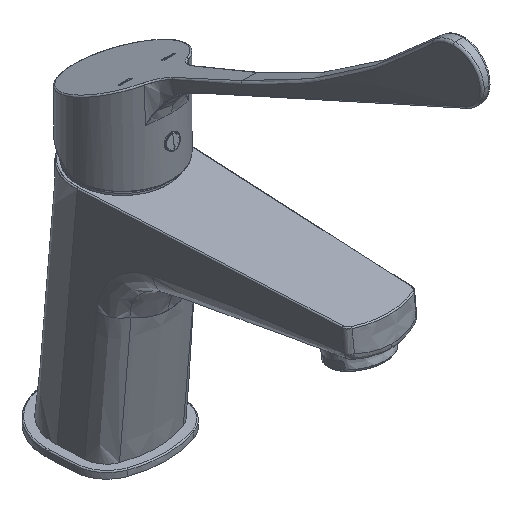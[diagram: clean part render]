
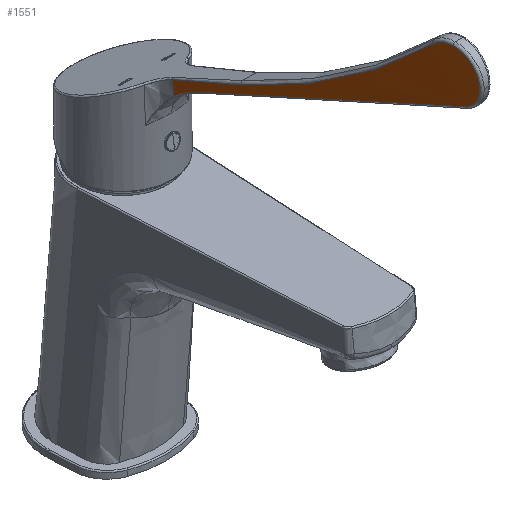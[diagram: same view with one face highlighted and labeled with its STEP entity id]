
A CAD part, isometric view. The second image highlights one B-rep face of the part: STEP entity #1551.
In plain terms, the highlighted free-form (B-spline) face has degree [3, 3] with [4, 4] control points.
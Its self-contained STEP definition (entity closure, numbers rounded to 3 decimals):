
#1551=ADVANCED_FACE('',(#4618),#53858,.T.);
#4618=FACE_OUTER_BOUND('',#7693,.T.);
#7693=EDGE_LOOP('',(#12368,#12369,#12370,#12371,#12372,#12373,#12374));
#12368=ORIENTED_EDGE('',*,*,#29921,.F.);
#12369=ORIENTED_EDGE('',*,*,#29918,.T.);
#12370=ORIENTED_EDGE('',*,*,#29920,.T.);
#12371=ORIENTED_EDGE('',*,*,#29902,.T.);
#12372=ORIENTED_EDGE('',*,*,#29917,.T.);
#12373=ORIENTED_EDGE('',*,*,#29919,.T.);
#12374=ORIENTED_EDGE('',*,*,#29916,.T.);
#29902=EDGE_CURVE('',#48061,#47942,#39086,.T.);
#29916=EDGE_CURVE('',#48074,#48073,#39094,.T.);
#29917=EDGE_CURVE('',#47942,#47944,#39095,.T.);
#29918=EDGE_CURVE('',#48076,#48075,#39096,.T.);
#29919=EDGE_CURVE('',#47944,#48074,#38865,.T.);
#29920=EDGE_CURVE('',#48075,#48061,#38866,.T.);
#29921=EDGE_CURVE('',#48076,#48073,#39097,.T.);
#38865=(
BOUNDED_CURVE()
B_SPLINE_CURVE(3,(#66254,#66255,#66256,#66257,#66258,#66259,#66260,#66261,
#66262,#66263,#66264,#66265,#66266),.UNSPECIFIED.,.F.,.F.)
B_SPLINE_CURVE_WITH_KNOTS((4,3,3,3,4),(2.125,2.193,
2.227,2.244,2.25),.UNSPECIFIED.)
CURVE()
GEOMETRIC_REPRESENTATION_ITEM()
RATIONAL_B_SPLINE_CURVE((1.,1.,1.,1.,
1.,1.,1.,1.,
1.,1.,1.,1.,
1.))
REPRESENTATION_ITEM('')
);
#38866=(
BOUNDED_CURVE()
B_SPLINE_CURVE(3,(#66267,#66268,#66269,#66270),.UNSPECIFIED.,.F.,.F.)
B_SPLINE_CURVE_WITH_KNOTS((4,4),(0.,0.032),
 .UNSPECIFIED.)
CURVE()
GEOMETRIC_REPRESENTATION_ITEM()
RATIONAL_B_SPLINE_CURVE((1.,1.,1.,1.))
REPRESENTATION_ITEM('')
);
#39086=B_SPLINE_CURVE_WITH_KNOTS('',3,(#66080,#66081,#66082,#66083),
 .UNSPECIFIED.,.F.,.F.,(4,4),(3.,4.),.UNSPECIFIED.);
#39094=B_SPLINE_CURVE_WITH_KNOTS('',3,(#66224,#66225,#66226,#66227,#66228,
#66229,#66230,#66231,#66232,#66233,#66234,#66235,#66236,#66237),
 .UNSPECIFIED.,.F.,.F.,(4,2,2,2,2,2,4),(6.,6.246,6.365,
6.554,6.737,6.846,7.),.UNSPECIFIED.);
#39095=B_SPLINE_CURVE_WITH_KNOTS('',3,(#66238,#66239,#66240,#66241,#66242,
#66243),.UNSPECIFIED.,.F.,.F.,(4,2,4),(4.,4.277,5.),
 .UNSPECIFIED.);
#39096=B_SPLINE_CURVE_WITH_KNOTS('',3,(#66244,#66245,#66246,#66247,#66248,
#66249,#66250,#66251,#66252,#66253),.UNSPECIFIED.,.F.,.F.,(4,2,2,2,4),(1.,
1.296,1.505,1.651,2.),
 .UNSPECIFIED.);
#39097=B_SPLINE_CURVE_WITH_KNOTS('',3,(#66271,#66272,#66273,#66274,#66275,
#66276),.UNSPECIFIED.,.F.,.F.,(4,2,4),(1.61,2.11,
2.61),.UNSPECIFIED.);
#47942=VERTEX_POINT('',#65102);
#47944=VERTEX_POINT('',#65104);
#48061=VERTEX_POINT('',#65221);
#48073=VERTEX_POINT('',#65233);
#48074=VERTEX_POINT('',#65234);
#48075=VERTEX_POINT('',#65235);
#48076=VERTEX_POINT('',#65236);
#53858=B_SPLINE_SURFACE_WITH_KNOTS('',3,3,((#63580,#63581,#63582,#63583),
(#63584,#63585,#63586,#63587),(#63588,#63589,#63590,#63591),(#63592,#63593,
#63594,#63595)),.UNSPECIFIED.,.F.,.F.,.F.,(4,4),(4,4),(-0.35,
4.749),(0.649,0.945),.UNSPECIFIED.);
#63580=CARTESIAN_POINT('',(-1.738,-157.062,204.327));
#63581=CARTESIAN_POINT('',(-2.458,-111.233,184.309));
#63582=CARTESIAN_POINT('',(-3.452,-65.363,164.278));
#63583=CARTESIAN_POINT('',(-4.721,-19.451,144.234));
#63584=CARTESIAN_POINT('',(-2.03,-153.951,212.072));
#63585=CARTESIAN_POINT('',(-2.75,-108.342,192.137));
#63586=CARTESIAN_POINT('',(-3.745,-62.775,172.219));
#63587=CARTESIAN_POINT('',(-5.014,-17.248,152.318));
#63588=CARTESIAN_POINT('',(-2.322,-150.841,219.818));
#63589=CARTESIAN_POINT('',(-3.042,-105.451,199.964));
#63590=CARTESIAN_POINT('',(-4.037,-60.186,180.159));
#63591=CARTESIAN_POINT('',(-5.307,-15.046,160.402));
#63592=CARTESIAN_POINT('',(-2.614,-147.73,227.564));
#63593=CARTESIAN_POINT('',(-3.335,-102.56,207.792));
#63594=CARTESIAN_POINT('',(-4.33,-57.597,188.099));
#63595=CARTESIAN_POINT('',(-5.6,-12.843,168.486));
#65102=CARTESIAN_POINT('',(-4.703,-20.228,144.735));
#65104=CARTESIAN_POINT('',(-4.453,-31.51,151.798));
#65221=CARTESIAN_POINT('',(-4.87,-20.144,151.121));
#65233=CARTESIAN_POINT('',(-2.689,-140.946,223.273));
#65234=CARTESIAN_POINT('',(-1.994,-145.849,202.236));
#65235=CARTESIAN_POINT('',(-4.086,-49.389,163.337));
#65236=CARTESIAN_POINT('',(-2.842,-132.312,219.713));
#66080=CARTESIAN_POINT('',(-4.87,-20.144,151.121));
#66081=CARTESIAN_POINT('',(-4.815,-20.172,148.996));
#66082=CARTESIAN_POINT('',(-4.759,-20.2,146.867));
#66083=CARTESIAN_POINT('',(-4.703,-20.228,144.735));
#66224=CARTESIAN_POINT('',(-1.994,-145.849,202.236));
#66225=CARTESIAN_POINT('',(-1.96,-148.063,203.327));
#66226=CARTESIAN_POINT('',(-1.958,-149.852,205.128));
#66227=CARTESIAN_POINT('',(-2.001,-151.446,208.423));
#66228=CARTESIAN_POINT('',(-2.021,-151.775,209.508));
#66229=CARTESIAN_POINT('',(-2.091,-152.187,212.558));
#66230=CARTESIAN_POINT('',(-2.147,-151.966,214.442));
#66231=CARTESIAN_POINT('',(-2.277,-150.62,217.909));
#66232=CARTESIAN_POINT('',(-2.348,-149.534,219.436));
#66233=CARTESIAN_POINT('',(-2.46,-147.306,221.332));
#66234=CARTESIAN_POINT('',(-2.499,-146.418,221.892));
#66235=CARTESIAN_POINT('',(-2.595,-144.,222.955));
#66236=CARTESIAN_POINT('',(-2.646,-142.493,223.273));
#66237=CARTESIAN_POINT('',(-2.689,-140.946,223.273));
#66238=CARTESIAN_POINT('',(-4.703,-20.228,144.735));
#66239=CARTESIAN_POINT('',(-4.689,-21.152,145.57));
#66240=CARTESIAN_POINT('',(-4.672,-22.117,146.344));
#66241=CARTESIAN_POINT('',(-4.599,-25.759,148.976));
#66242=CARTESIAN_POINT('',(-4.532,-28.54,150.501));
#66243=CARTESIAN_POINT('',(-4.453,-31.51,151.798));
#66244=CARTESIAN_POINT('',(-2.842,-132.312,219.713));
#66245=CARTESIAN_POINT('',(-2.861,-125.228,212.675));
#66246=CARTESIAN_POINT('',(-2.91,-117.814,206.074));
#66247=CARTESIAN_POINT('',(-3.047,-104.511,195.483));
#66248=CARTESIAN_POINT('',(-3.118,-98.872,191.34));
#66249=CARTESIAN_POINT('',(-3.266,-88.965,184.63));
#66250=CARTESIAN_POINT('',(-3.335,-84.802,181.972));
#66251=CARTESIAN_POINT('',(-3.594,-70.495,173.379));
#66252=CARTESIAN_POINT('',(-3.817,-60.146,168.039));
#66253=CARTESIAN_POINT('',(-4.086,-49.389,163.337));
#66254=CARTESIAN_POINT('',(-4.453,-31.51,151.798));
#66255=CARTESIAN_POINT('',(-3.901,-52.229,160.845));
#66256=CARTESIAN_POINT('',(-3.411,-72.895,170.017));
#66257=CARTESIAN_POINT('',(-2.977,-93.566,179.18));
#66258=CARTESIAN_POINT('',(-2.759,-103.902,183.761));
#66259=CARTESIAN_POINT('',(-2.556,-114.238,188.34));
#66260=CARTESIAN_POINT('',(-2.366,-124.584,192.901));
#66261=CARTESIAN_POINT('',(-2.271,-129.756,195.181));
#66262=CARTESIAN_POINT('',(-2.179,-134.931,197.456));
#66263=CARTESIAN_POINT('',(-2.09,-140.109,199.725));
#66264=CARTESIAN_POINT('',(-2.058,-142.022,200.563));
#66265=CARTESIAN_POINT('',(-2.025,-143.935,201.4));
#66266=CARTESIAN_POINT('',(-1.994,-145.849,202.236));
#66267=CARTESIAN_POINT('',(-4.086,-49.389,163.337));
#66268=CARTESIAN_POINT('',(-4.329,-39.709,159.106));
#66269=CARTESIAN_POINT('',(-4.603,-29.823,155.352));
#66270=CARTESIAN_POINT('',(-4.87,-20.144,151.121));
#66271=CARTESIAN_POINT('',(-2.842,-132.312,219.713));
#66272=CARTESIAN_POINT('',(-2.839,-133.455,220.848));
#66273=CARTESIAN_POINT('',(-2.823,-134.798,221.738));
#66274=CARTESIAN_POINT('',(-2.771,-137.752,222.957));
#66275=CARTESIAN_POINT('',(-2.735,-139.336,223.273));
#66276=CARTESIAN_POINT('',(-2.689,-140.946,223.273));
